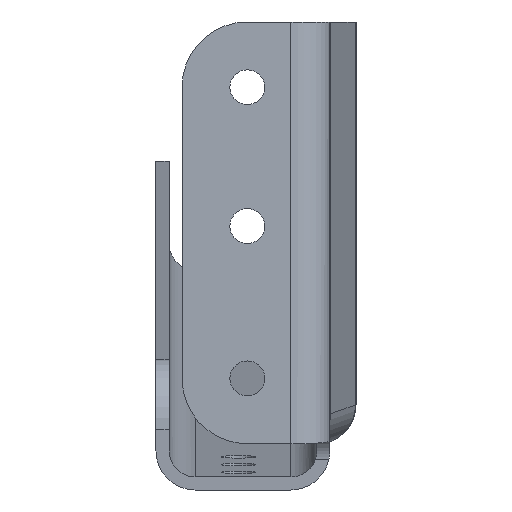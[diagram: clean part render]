
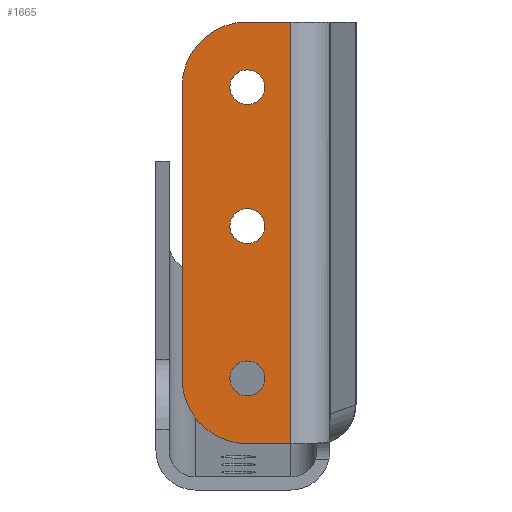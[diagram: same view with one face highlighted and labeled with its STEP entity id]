
A CAD part, left-side view. The second image highlights one B-rep face of the part: STEP entity #1665.
In plain terms, the highlighted planar face has unit normal (-1, 0, 0).
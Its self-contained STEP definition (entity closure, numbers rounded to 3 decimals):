
#26=ELLIPSE('',#1874,7.519,7.5);
#53=FACE_BOUND('',#255,.T.);
#54=FACE_BOUND('',#256,.T.);
#55=FACE_BOUND('',#257,.T.);
#104=PLANE('',#1875);
#159=FACE_OUTER_BOUND('',#254,.T.);
#254=EDGE_LOOP('',(#1337,#1338,#1339,#1340,#1341,#1342));
#255=EDGE_LOOP('',(#1343,#1344));
#256=EDGE_LOOP('',(#1345,#1346));
#257=EDGE_LOOP('',(#1347,#1348));
#386=LINE('',#2806,#485);
#391=LINE('',#2821,#490);
#392=LINE('',#2823,#491);
#393=LINE('',#2824,#492);
#485=VECTOR('',#2296,10.);
#490=VECTOR('',#2311,10.);
#491=VECTOR('',#2312,10.);
#492=VECTOR('',#2313,10.);
#612=CIRCLE('',#1827,2.);
#613=CIRCLE('',#1828,2.);
#616=CIRCLE('',#1832,2.);
#617=CIRCLE('',#1833,2.);
#620=CIRCLE('',#1837,2.);
#621=CIRCLE('',#1838,2.);
#638=CIRCLE('',#1868,7.5);
#744=VERTEX_POINT('',#2688);
#745=VERTEX_POINT('',#2689);
#748=VERTEX_POINT('',#2698);
#749=VERTEX_POINT('',#2699);
#752=VERTEX_POINT('',#2708);
#753=VERTEX_POINT('',#2709);
#786=VERTEX_POINT('',#2793);
#787=VERTEX_POINT('',#2794);
#791=VERTEX_POINT('',#2804);
#795=VERTEX_POINT('',#2816);
#796=VERTEX_POINT('',#2820);
#797=VERTEX_POINT('',#2822);
#943=EDGE_CURVE('',#744,#745,#612,.T.);
#944=EDGE_CURVE('',#745,#744,#613,.T.);
#948=EDGE_CURVE('',#748,#749,#616,.T.);
#949=EDGE_CURVE('',#749,#748,#617,.T.);
#953=EDGE_CURVE('',#752,#753,#620,.T.);
#954=EDGE_CURVE('',#753,#752,#621,.T.);
#995=EDGE_CURVE('',#786,#787,#638,.T.);
#1001=EDGE_CURVE('',#786,#791,#386,.T.);
#1006=EDGE_CURVE('',#795,#791,#26,.T.);
#1008=EDGE_CURVE('',#795,#796,#391,.T.);
#1009=EDGE_CURVE('',#797,#796,#392,.T.);
#1010=EDGE_CURVE('',#797,#787,#393,.T.);
#1337=ORIENTED_EDGE('',*,*,#995,.F.);
#1338=ORIENTED_EDGE('',*,*,#1001,.T.);
#1339=ORIENTED_EDGE('',*,*,#1006,.F.);
#1340=ORIENTED_EDGE('',*,*,#1008,.T.);
#1341=ORIENTED_EDGE('',*,*,#1009,.F.);
#1342=ORIENTED_EDGE('',*,*,#1010,.T.);
#1343=ORIENTED_EDGE('',*,*,#943,.T.);
#1344=ORIENTED_EDGE('',*,*,#944,.T.);
#1345=ORIENTED_EDGE('',*,*,#948,.T.);
#1346=ORIENTED_EDGE('',*,*,#949,.T.);
#1347=ORIENTED_EDGE('',*,*,#953,.T.);
#1348=ORIENTED_EDGE('',*,*,#954,.T.);
#1665=ADVANCED_FACE('',(#159,#53,#54,#55),#104,.T.);
#1827=AXIS2_PLACEMENT_3D('',#2690,#2182,#2183);
#1828=AXIS2_PLACEMENT_3D('',#2691,#2184,#2185);
#1832=AXIS2_PLACEMENT_3D('',#2700,#2193,#2194);
#1833=AXIS2_PLACEMENT_3D('',#2701,#2195,#2196);
#1837=AXIS2_PLACEMENT_3D('',#2710,#2204,#2205);
#1838=AXIS2_PLACEMENT_3D('',#2711,#2206,#2207);
#1868=AXIS2_PLACEMENT_3D('',#2795,#2286,#2287);
#1874=AXIS2_PLACEMENT_3D('',#2817,#2306,#2307);
#1875=AXIS2_PLACEMENT_3D('',#2819,#2309,#2310);
#2182=DIRECTION('center_axis',(1.,0.,0.));
#2183=DIRECTION('ref_axis',(0.,0.,1.));
#2184=DIRECTION('center_axis',(1.,0.,0.));
#2185=DIRECTION('ref_axis',(0.,0.,1.));
#2193=DIRECTION('center_axis',(1.,0.,0.));
#2194=DIRECTION('ref_axis',(0.,0.,1.));
#2195=DIRECTION('center_axis',(1.,0.,0.));
#2196=DIRECTION('ref_axis',(0.,0.,1.));
#2204=DIRECTION('center_axis',(1.,0.,0.));
#2205=DIRECTION('ref_axis',(0.,0.,1.));
#2206=DIRECTION('center_axis',(1.,0.,0.));
#2207=DIRECTION('ref_axis',(0.,0.,1.));
#2286=DIRECTION('center_axis',(1.,0.,0.));
#2287=DIRECTION('ref_axis',(0.,0.707,0.707));
#2296=DIRECTION('',(0.,0.,-1.));
#2306=DIRECTION('center_axis',(1.,0.,0.));
#2307=DIRECTION('ref_axis',(0.,0.,
-1.));
#2309=DIRECTION('center_axis',(-1.,0.,0.));
#2310=DIRECTION('ref_axis',(0.,0.,1.));
#2311=DIRECTION('',(0.,-1.,0.));
#2312=DIRECTION('',(0.,0.,-1.));
#2313=DIRECTION('',(0.,1.,0.));
#2688=CARTESIAN_POINT('',(0.,9.5,-21.464));
#2689=CARTESIAN_POINT('',(0.,9.5,-25.464));
#2690=CARTESIAN_POINT('Origin',(0.,9.5,-23.464));
#2691=CARTESIAN_POINT('Origin',(0.,9.5,-23.464));
#2698=CARTESIAN_POINT('',(0.,9.5,-5.5));
#2699=CARTESIAN_POINT('',(0.,9.5,-9.5));
#2700=CARTESIAN_POINT('Origin',(0.,9.5,-7.5));
#2701=CARTESIAN_POINT('Origin',(0.,9.5,-7.5));
#2708=CARTESIAN_POINT('',(0.,9.5,-38.964));
#2709=CARTESIAN_POINT('',(0.,9.5,-42.964));
#2710=CARTESIAN_POINT('Origin',(0.,9.5,-40.964));
#2711=CARTESIAN_POINT('Origin',(0.,9.5,-40.964));
#2793=CARTESIAN_POINT('',(0.,17.,-7.5));
#2794=CARTESIAN_POINT('',(0.,9.5,0.));
#2795=CARTESIAN_POINT('Origin',(0.,9.5,-7.5));
#2804=CARTESIAN_POINT('',(0.,17.,-40.964));
#2806=CARTESIAN_POINT('',(0.,17.,-27.5));
#2816=CARTESIAN_POINT('',(0.,9.5,-48.483));
#2817=CARTESIAN_POINT('Origin',(0.,9.5,
-40.964));
#2819=CARTESIAN_POINT('Origin',(0.,0.,-55.));
#2820=CARTESIAN_POINT('',(0.,4.5,-48.483));
#2821=CARTESIAN_POINT('',(0.,10.,-48.483));
#2822=CARTESIAN_POINT('',(0.,4.5,0.));
#2823=CARTESIAN_POINT('',(0.,4.5,-41.25));
#2824=CARTESIAN_POINT('',(0.,0.,0.));
